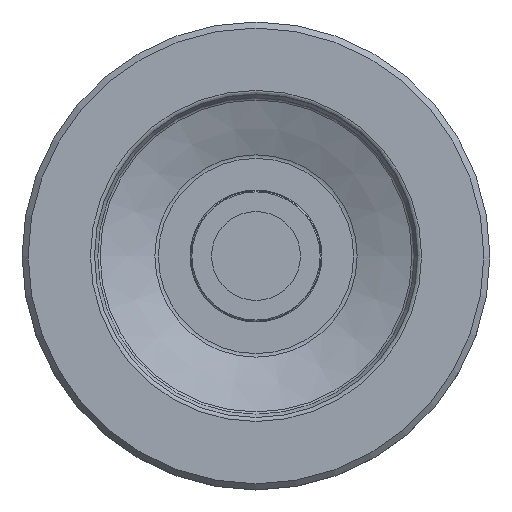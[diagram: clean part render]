
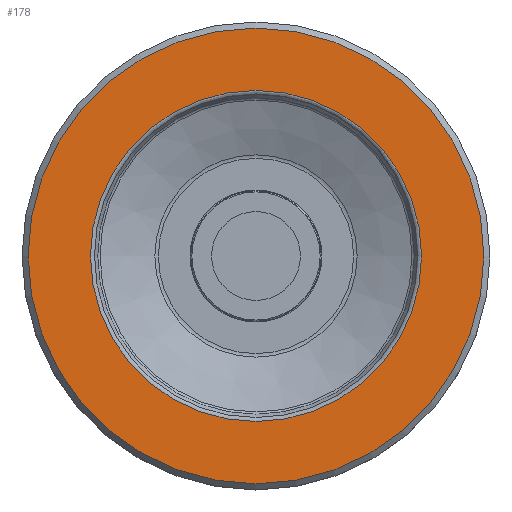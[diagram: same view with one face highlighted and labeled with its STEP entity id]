
A CAD part, top view. The second image highlights one B-rep face of the part: STEP entity #178.
In plain terms, the highlighted planar face has unit normal (0, 0, 1).
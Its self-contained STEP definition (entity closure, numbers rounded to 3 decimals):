
#178 = ADVANCED_FACE( '', ( #378, #379 ), #380, .F. );
#378 = FACE_BOUND( '', #2224, .T. );
#379 = FACE_OUTER_BOUND( '', #2225, .T. );
#380 = PLANE( '', #2226 );
#2224 = EDGE_LOOP( '', ( #2602 ) );
#2225 = EDGE_LOOP( '', ( #2603 ) );
#2226 = AXIS2_PLACEMENT_3D( '', #2604, #2605, #2606 );
#2602 = ORIENTED_EDGE( '', *, *, #2660, .T. );
#2603 = ORIENTED_EDGE( '', *, *, #2783, .T. );
#2604 = CARTESIAN_POINT( '', ( 0., 50., 23.8 ) );
#2605 = DIRECTION( '', ( 0., 0., -1. ) );
#2606 = DIRECTION( '', ( -1., 0., 0. ) );
#2660 = EDGE_CURVE( '', #2814, #2814, #2815, .T. );
#2783 = EDGE_CURVE( '', #2990, #2990, #2991, .F. );
#2814 = VERTEX_POINT( '', #3064 );
#2815 = CIRCLE( '', #3065, 35.382 );
#2990 = VERTEX_POINT( '', #4110 );
#2991 = CIRCLE( '', #4111, 48.7 );
#3064 = CARTESIAN_POINT( '', ( -35.382, 0., 23.8 ) );
#3065 = AXIS2_PLACEMENT_3D( '', #4136, #4137, #4138 );
#4110 = CARTESIAN_POINT( '', ( -48.7, 0., 23.8 ) );
#4111 = AXIS2_PLACEMENT_3D( '', #4277, #4278, #4279 );
#4136 = CARTESIAN_POINT( '', ( 0., 0., 23.8 ) );
#4137 = DIRECTION( '', ( 0., 0., -1. ) );
#4138 = DIRECTION( '', ( -1., 0., 0. ) );
#4277 = CARTESIAN_POINT( '', ( 0., 0., 23.8 ) );
#4278 = DIRECTION( '', ( 0., 0., -1. ) );
#4279 = DIRECTION( '', ( -1., 0., 0. ) );
